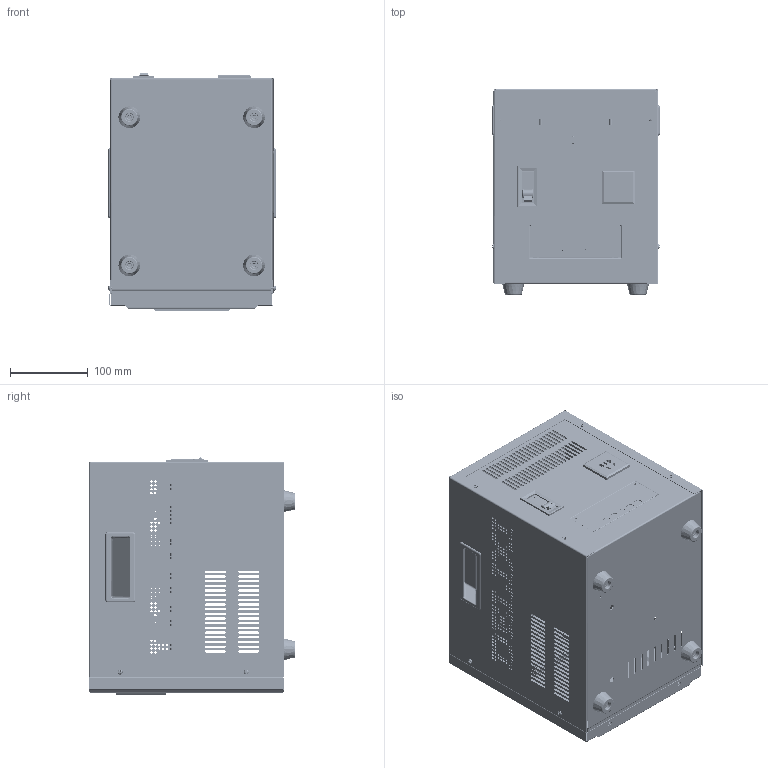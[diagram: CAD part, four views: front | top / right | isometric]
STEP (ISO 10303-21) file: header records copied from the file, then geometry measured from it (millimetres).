
FILE_DESCRIPTION (( 'STEP AP214' ), '1' );
FILE_NAME ('TND3-3K軞蚾.STEP', '2025-03-18T03:15:47', ( 'China' ), ( 'Home' ), 'SwSTEP 2.0', 'SolidWorks 2019', '' );
FILE_SCHEMA (( 'AUTOMOTIVE_DESIGN' ));
Length unit declared in the file: millimetre
Products named in the file (18): 6245珘儒啣; 婦蚾蹟隊; TND2-3K菁釱; 6245噩; 諉盄啣蚾饜极; TND3-3K軞蚾; 諉盄啣; TND3珘儒そ軞蚾; そ遺; TND3-3K醱啣; DZ47等薊諾羲; NCR-3.5K裔赽; 弊梓拻脣; 剿繚ん盓殤2; 諉盄傷赽; NCR-3-5k砎々褐; 5K枑忒; NCR-3-5K嶺踐
Assembly tree (24 placements, depth 3):
  TND3-3K軞蚾
    TND3-3K醱啣
    TND2-3K菁釱
    NCR-3.5K裔赽
    5K枑忒  x2
    弊梓拻脣
    諉盄啣蚾饜极
      諉盄啣
      諉盄傷赽
    剿繚ん盓殤2
    DZ47等薊諾羲
    NCR-3-5K嶺踐
    NCR-3-5k砎々褐  x4
    婦蚾蹟隊  x4
    TND3珘儒そ軞蚾
      そ遺
      6245噩
      6245珘儒啣
Bounding box: 215 x 264.17 x 305.02 mm (x, y, z)
Volume: 585918.6 mm3; surface area: 942954 mm2
Topology: 22 solids, 24 shells, 5006 faces, 13487 edges, 8783 vertices
Faces by surface type: plane 2546, cylinder 1891, bspline 383, torus 108, cone 70, sphere 8
Entity records: 199310 total; most frequent: CARTESIAN_POINT 42266, ORIENTED_EDGE 26098, DIRECTION 24883, EDGE_CURVE 13049, VERTEX_POINT 8520, AXIS2_PLACEMENT_3D 8311, LINE 8261, VECTOR 8261
